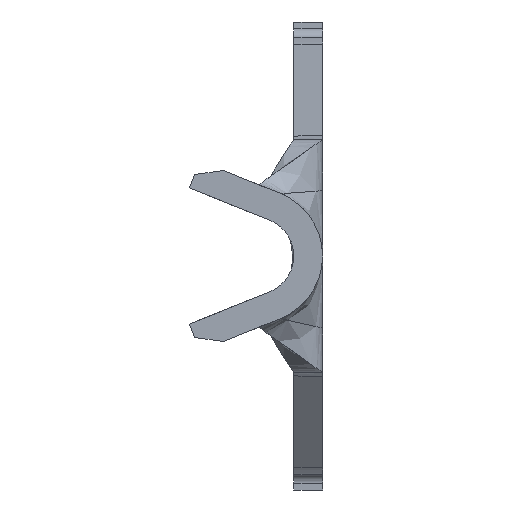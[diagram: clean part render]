
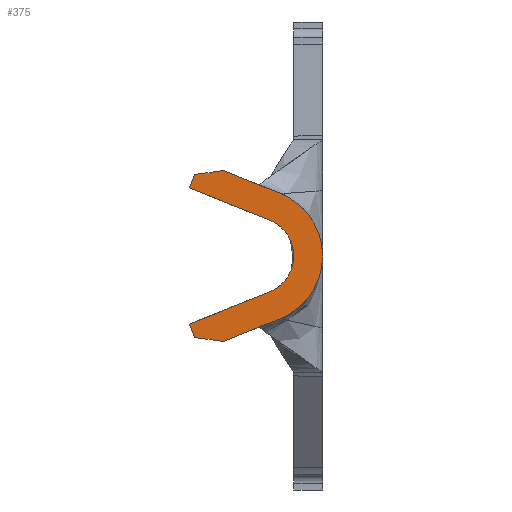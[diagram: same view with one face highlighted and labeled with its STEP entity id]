
A CAD part, left-side view. The second image highlights one B-rep face of the part: STEP entity #375.
In plain terms, the highlighted planar face has unit normal (-1, 0, 0).
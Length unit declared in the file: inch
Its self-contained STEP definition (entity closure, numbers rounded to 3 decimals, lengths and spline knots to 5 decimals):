
#321 = VERTEX_POINT ( 'NONE', #609 ) ;
#332 = CARTESIAN_POINT ( 'NONE',  ( -0.65, 0.14204, 0.09047 ) ) ;
#348 = DIRECTION ( 'NONE',  ( 0., 0., -1. ) ) ;
#361 = DIRECTION ( 'NONE',  ( 1., 0., 0. ) ) ;
#368 = PLANE ( 'NONE',  #6110 ) ;
#373 = CARTESIAN_POINT ( 'NONE',  ( -0.65, 0.11036, 0.095 ) ) ;
#375 = ADVANCED_FACE ( 'NONE', ( #735 ), #368, .F. ) ;
#399 = ORIENTED_EDGE ( 'NONE', *, *, #5931, .F. ) ;
#435 = CARTESIAN_POINT ( 'NONE',  ( -0.65, 0.075, 0. ) ) ;
#445 = CARTESIAN_POINT ( 'NONE',  ( -0.65, 0.04707, -0.06961 ) ) ;
#609 = CARTESIAN_POINT ( 'NONE',  ( -0.65, 0.148, -0.07562 ) ) ;
#648 = DIRECTION ( 'NONE',  ( 0., -0.928, 0.372 ) ) ;
#689 = DIRECTION ( 'NONE',  ( -1., 0., 0. ) ) ;
#719 = VERTEX_POINT ( 'NONE', #4655 ) ;
#722 = LINE ( 'NONE', #3548, #4858 ) ;
#735 = FACE_OUTER_BOUND ( 'NONE', #6015, .T. ) ;
#770 = VERTEX_POINT ( 'NONE', #6554 ) ;
#949 = DIRECTION ( 'NONE',  ( 0., -0.99, 0.142 ) ) ;
#971 = LINE ( 'NONE', #1810, #1322 ) ;
#1032 = VERTEX_POINT ( 'NONE', #373 ) ;
#1102 = LINE ( 'NONE', #3119, #3845 ) ;
#1192 = LINE ( 'NONE', #5233, #2484 ) ;
#1241 = LINE ( 'NONE', #3807, #1405 ) ;
#1322 = VECTOR ( 'NONE', #1791, 39.37008 ) ;
#1345 = ORIENTED_EDGE ( 'NONE', *, *, #1421, .F. ) ;
#1405 = VECTOR ( 'NONE', #3377, 39.37008 ) ;
#1421 = EDGE_CURVE ( 'NONE', #1032, #3540, #971, .T. ) ;
#1509 = ORIENTED_EDGE ( 'NONE', *, *, #4704, .F. ) ;
#1791 = DIRECTION ( 'NONE',  ( 0., -0.928, -0.372 ) ) ;
#1792 = VERTEX_POINT ( 'NONE', #4374 ) ;
#1810 = CARTESIAN_POINT ( 'NONE',  ( -0.65, 0.04707, 0.06961 ) ) ;
#2026 = EDGE_CURVE ( 'NONE', #1792, #5282, #1241, .T. ) ;
#2084 = DIRECTION ( 'NONE',  ( 1., 0., 0. ) ) ;
#2126 = CIRCLE ( 'NONE', #4461, 0.075 ) ;
#2437 = VECTOR ( 'NONE', #648, 39.37008 ) ;
#2484 = VECTOR ( 'NONE', #949, 39.37008 ) ;
#2544 = DIRECTION ( 'NONE',  ( 0., 0.928, -0.372 ) ) ;
#2653 = ORIENTED_EDGE ( 'NONE', *, *, #2865, .F. ) ;
#2865 = EDGE_CURVE ( 'NONE', #6647, #321, #722, .T. ) ;
#3041 = EDGE_CURVE ( 'NONE', #321, #770, #5091, .T. ) ;
#3119 = CARTESIAN_POINT ( 'NONE',  ( -0.65, 0.14204, -0.09047 ) ) ;
#3377 = DIRECTION ( 'NONE',  ( 0., 0.928, 0.372 ) ) ;
#3540 = VERTEX_POINT ( 'NONE', #5216 ) ;
#3548 = CARTESIAN_POINT ( 'NONE',  ( -0.65, 0.148, -0.07562 ) ) ;
#3732 = DIRECTION ( 'NONE',  ( 0., -0.372, 0.928 ) ) ;
#3743 = VECTOR ( 'NONE', #3732, 39.37008 ) ;
#3807 = CARTESIAN_POINT ( 'NONE',  ( -0.65, 0.05899, 0.03991 ) ) ;
#3845 = VECTOR ( 'NONE', #5697, 39.37008 ) ;
#3967 = CARTESIAN_POINT ( 'NONE',  ( -0.65, 0.075, 0. ) ) ;
#4374 = CARTESIAN_POINT ( 'NONE',  ( -0.65, 0.05899, 0.03991 ) ) ;
#4414 = EDGE_CURVE ( 'NONE', #5048, #1032, #1192, .T. ) ;
#4427 = AXIS2_PLACEMENT_3D ( 'NONE', #3967, #689, #4489 ) ;
#4452 = VERTEX_POINT ( 'NONE', #445 ) ;
#4461 = AXIS2_PLACEMENT_3D ( 'NONE', #5261, #2084, #5761 ) ;
#4489 = DIRECTION ( 'NONE',  ( 0., 0., -1. ) ) ;
#4655 = CARTESIAN_POINT ( 'NONE',  ( -0.65, 0.11036, -0.095 ) ) ;
#4704 = EDGE_CURVE ( 'NONE', #719, #6647, #1102, .T. ) ;
#4824 = CARTESIAN_POINT ( 'NONE',  ( -0.65, 0.148, 0.07562 ) ) ;
#4858 = VECTOR ( 'NONE', #5112, 39.37008 ) ;
#4946 = CARTESIAN_POINT ( 'NONE',  ( -0.65, 0.148, 0.07562 ) ) ;
#5048 = VERTEX_POINT ( 'NONE', #332 ) ;
#5091 = LINE ( 'NONE', #6487, #2437 ) ;
#5112 = DIRECTION ( 'NONE',  ( 0., 0.372, 0.928 ) ) ;
#5128 = EDGE_CURVE ( 'NONE', #3540, #4452, #2126, .T. ) ;
#5188 = VECTOR ( 'NONE', #2544, 39.37008 ) ;
#5198 = ORIENTED_EDGE ( 'NONE', *, *, #4414, .F. ) ;
#5216 = CARTESIAN_POINT ( 'NONE',  ( -0.65, 0.04707, 0.06961 ) ) ;
#5233 = CARTESIAN_POINT ( 'NONE',  ( -0.65, 0.14204, 0.09047 ) ) ;
#5261 = CARTESIAN_POINT ( 'NONE',  ( -0.65, 0.075, 0. ) ) ;
#5282 = VERTEX_POINT ( 'NONE', #4946 ) ;
#5348 = CIRCLE ( 'NONE', #4427, 0.043 ) ;
#5616 = EDGE_CURVE ( 'NONE', #5282, #5048, #6300, .T. ) ;
#5655 = CARTESIAN_POINT ( 'NONE',  ( -0.65, 0.04707, -0.06961 ) ) ;
#5662 = ORIENTED_EDGE ( 'NONE', *, *, #2026, .F. ) ;
#5671 = ORIENTED_EDGE ( 'NONE', *, *, #5616, .F. ) ;
#5690 = ORIENTED_EDGE ( 'NONE', *, *, #6605, .F. ) ;
#5697 = DIRECTION ( 'NONE',  ( 0., 0.99, 0.142 ) ) ;
#5761 = DIRECTION ( 'NONE',  ( 0., 0., -1. ) ) ;
#5931 = EDGE_CURVE ( 'NONE', #4452, #719, #6550, .T. ) ;
#6015 = EDGE_LOOP ( 'NONE', ( #6560, #1345, #5198, #5671, #5662, #5690, #6463, #2653, #1509, #399 ) ) ;
#6110 = AXIS2_PLACEMENT_3D ( 'NONE', #435, #361, #348 ) ;
#6300 = LINE ( 'NONE', #4824, #3743 ) ;
#6463 = ORIENTED_EDGE ( 'NONE', *, *, #3041, .F. ) ;
#6487 = CARTESIAN_POINT ( 'NONE',  ( -0.65, 0.05899, -0.03991 ) ) ;
#6550 = LINE ( 'NONE', #5655, #5188 ) ;
#6554 = CARTESIAN_POINT ( 'NONE',  ( -0.65, 0.05899, -0.03991 ) ) ;
#6560 = ORIENTED_EDGE ( 'NONE', *, *, #5128, .F. ) ;
#6605 = EDGE_CURVE ( 'NONE', #770, #1792, #5348, .T. ) ;
#6647 = VERTEX_POINT ( 'NONE', #6718 ) ;
#6718 = CARTESIAN_POINT ( 'NONE',  ( -0.65, 0.14204, -0.09047 ) ) ;
